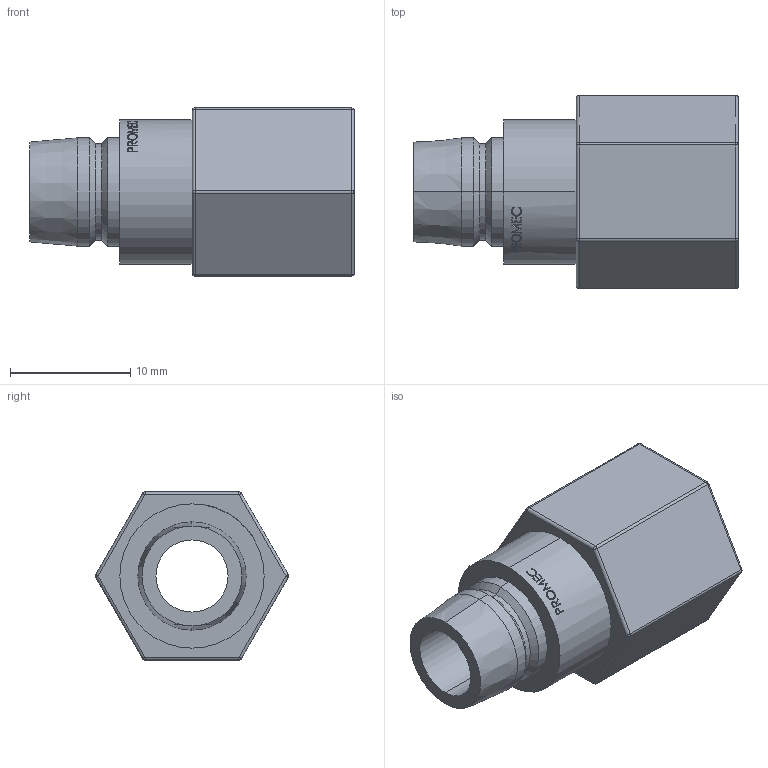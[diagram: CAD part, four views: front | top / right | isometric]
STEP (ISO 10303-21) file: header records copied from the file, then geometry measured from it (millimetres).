
FILE_DESCRIPTION (( 'STEP AP203' ), '1' );
FILE_NAME ('ec32.STEP', '2022-09-21T17:37:48', ( '' ), ( '' ), 'SwSTEP 2.0', 'SolidWorks 2019', '' );
FILE_SCHEMA (( 'CONFIG_CONTROL_DESIGN' ));
Length unit declared in the file: millimetre
Products named in the file (1): ec32
Bounding box: 27 x 16.09 x 14 mm (x, y, z)
Volume: 2165.7 mm3; surface area: 1996.1 mm2
Topology: 1 solids, 1 shells, 142 faces, 346 edges, 214 vertices
Faces by surface type: plane 43, bspline 42, cylinder 39, sphere 12, cone 6
Entity records: 5745 total; most frequent: CARTESIAN_POINT 2697, ORIENTED_EDGE 676, DIRECTION 506, EDGE_CURVE 338, VERTEX_POINT 210, AXIS2_PLACEMENT_3D 203, EDGE_LOOP 156, FACE_OUTER_BOUND 142
